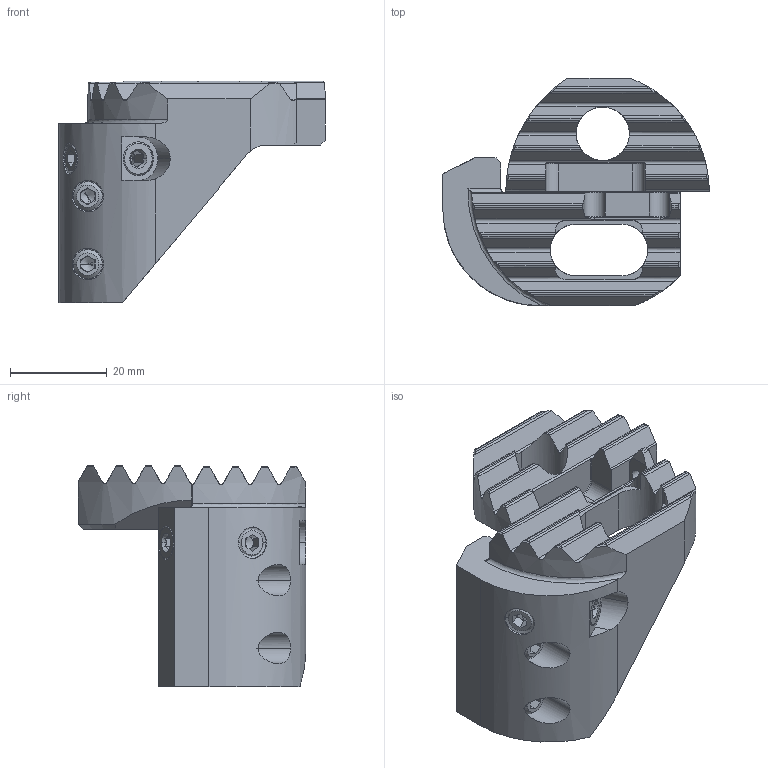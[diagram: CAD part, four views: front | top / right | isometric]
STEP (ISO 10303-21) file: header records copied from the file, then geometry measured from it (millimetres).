
FILE_DESCRIPTION(('no description'),'unknown implementation level');
FILE_NAME('829FFF1B-B0B6-4C6D-8EA7-36CB9F265E4B_export.stp',' ',('CIMSOURCE GmbH'),('CADClick - KiM GmbH - www.kimweb.de'),'unknown preprocess','ACIS','unknown authorization');
FILE_SCHEMA(('automotive_design'));
Length unit declared in the file: millimetre
Products named in the file (6): 639.654 KAISER Stirnstechhalter SSH 53-70 SW53 SET E|639.915 KAISER F�llst�ck SWF53;Fase6; 639.654 KAISER Stirnstechhalter SSH 53-70 SW53 SET E|639.651 KAISER Stirnstechhalter SSH 53-70 SW53 S|690.511 KAISER Gewindestift M6x10 DIN 913;Schnitt-Rotation1; 639.654 KAISER Stirnstechhalter SSH 53-70 SW53 SET E|639.651 KAISER Stirnstechhalter SSH 53-70 SW53 S|690.400 KAISER ELT M6x6-45H;Schnitt-Linear austragen2; 639.654 KAISER Stirnstechhalter SSH 53-70 SW53 SET E|639.651 KAISER Stirnstechhalter SSH 53-70 SW53 S|639.690 KAISER Verstellbolzen SW53-148;Spiegeln1; 639.654 KAISER Stirnstechhalter SSH 53-70 SW53 SET E|639.651 KAISER Stirnstechhalter SSH 53-70 SW53 S|639.651 KAISER Stirnstechhalter SSH 53-70 SW53 S;Verrundung Freistellung Verstellung hinten
Bounding box: 55.03 x 47 x 45.75 mm (x, y, z)
Volume: 28042.3 mm3; surface area: 14317.1 mm2
Topology: 6 solids, 6 shells, 346 faces, 917 edges, 574 vertices
Faces by surface type: plane 161, cylinder 120, cone 59, torus 6
Entity records: 21779 total; most frequent: CARTESIAN_POINT 3216, STYLED_ITEM 1831, PRESENTATION_STYLE_ASSIGNMENT 1831, COLOUR_RGB 1831, ORIENTED_EDGE 1810, DIRECTION 1648, EDGE_CURVE 905, CURVE_STYLE 905
